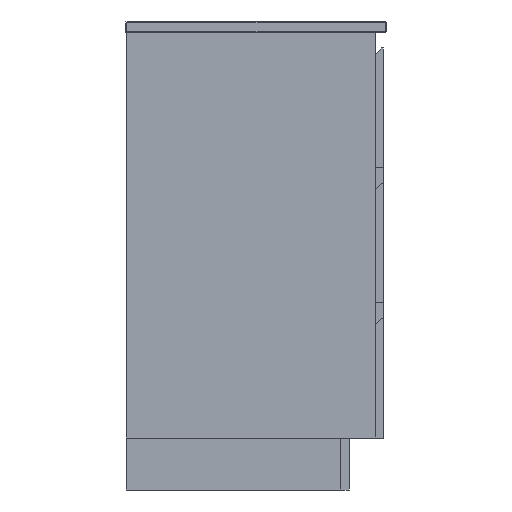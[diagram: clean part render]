
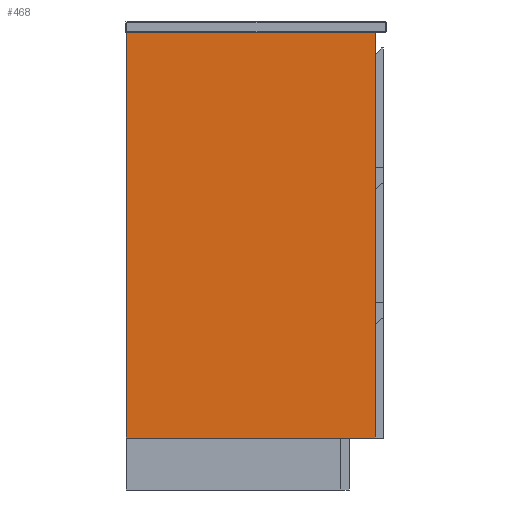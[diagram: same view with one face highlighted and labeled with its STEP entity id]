
A CAD part, left-side view. The second image highlights one B-rep face of the part: STEP entity #468.
In plain terms, the highlighted planar face has unit normal (-1, 0, 0).
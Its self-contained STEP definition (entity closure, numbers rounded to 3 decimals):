
#468=ADVANCED_FACE('',(#637),#2673,.T.);
#637=FACE_OUTER_BOUND('',#806,.T.);
#806=EDGE_LOOP('',(#1091,#1092,#1093,#1094));
#1091=ORIENTED_EDGE('',*,*,#1753,.F.);
#1092=ORIENTED_EDGE('',*,*,#1735,.T.);
#1093=ORIENTED_EDGE('',*,*,#1751,.T.);
#1094=ORIENTED_EDGE('',*,*,#1752,.F.);
#1735=EDGE_CURVE('',#2436,#2438,#2100,.T.);
#1751=EDGE_CURVE('',#2438,#2451,#2116,.T.);
#1752=EDGE_CURVE('',#2452,#2451,#2117,.T.);
#1753=EDGE_CURVE('',#2436,#2452,#2118,.T.);
#2100=B_SPLINE_CURVE_WITH_KNOTS('',1,(#3763,#3764),.UNSPECIFIED.,.F.,.F.,
(2,2),(-780.,0.),.UNSPECIFIED.);
#2116=B_SPLINE_CURVE_WITH_KNOTS('',1,(#3795,#3796),.UNSPECIFIED.,.F.,.F.,
(2,2),(-479.,0.),.UNSPECIFIED.);
#2117=B_SPLINE_CURVE_WITH_KNOTS('',1,(#3797,#3798),.UNSPECIFIED.,.F.,.F.,
(2,2),(-780.,0.),.UNSPECIFIED.);
#2118=B_SPLINE_CURVE_WITH_KNOTS('',1,(#3799,#3800),.UNSPECIFIED.,.F.,.F.,
(2,2),(-479.,0.),.UNSPECIFIED.);
#2436=VERTEX_POINT('',#3738);
#2438=VERTEX_POINT('',#3740);
#2451=VERTEX_POINT('',#3753);
#2452=VERTEX_POINT('',#3754);
#2673=PLANE('',#2987);
#2987=AXIS2_PLACEMENT_3D('',#3730,#3177,$);
#3177=DIRECTION('',(-1.,0.,0.));
#3730=CARTESIAN_POINT('',(-594.,-468.,526.9));
#3738=CARTESIAN_POINT('',(-594.,-390.,479.));
#3740=CARTESIAN_POINT('',(-594.,390.,479.));
#3753=CARTESIAN_POINT('',(-594.,390.,0.));
#3754=CARTESIAN_POINT('',(-594.,-390.,0.));
#3763=CARTESIAN_POINT('',(-594.,-390.,479.));
#3764=CARTESIAN_POINT('',(-594.,390.,479.));
#3795=CARTESIAN_POINT('',(-594.,390.,479.));
#3796=CARTESIAN_POINT('',(-594.,390.,0.));
#3797=CARTESIAN_POINT('',(-594.,-390.,0.));
#3798=CARTESIAN_POINT('',(-594.,390.,0.));
#3799=CARTESIAN_POINT('',(-594.,-390.,479.));
#3800=CARTESIAN_POINT('',(-594.,-390.,0.));
